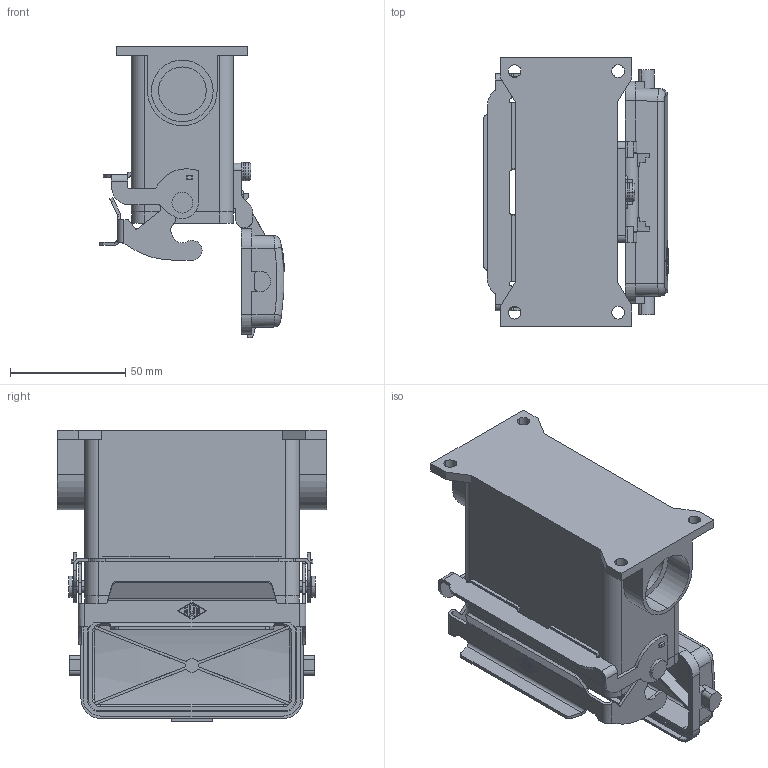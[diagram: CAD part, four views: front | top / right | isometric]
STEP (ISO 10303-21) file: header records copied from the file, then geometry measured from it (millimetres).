
FILE_DESCRIPTION(('Creo Elements/Direct Modeling STEP Export'),'2;1');
FILE_NAME('0lndrp33rqlbj754740','2015-07-21T10:46:25',(''),(''),'Creo Elements/Direct Modeling STEP processor for AP214 (Solid Model)','Creo Elements/Direct Modeling 18.1F 24-Jul-2014 (C) Parametric Technology GmbH','');
FILE_SCHEMA(('AUTOMOTIVE_DESIGN { 1 0 10303 214 1 1 1 1 }'));
Length unit declared in the file: millimetre
Products named in the file (2): CVAP_16_LSP21
Assembly tree (1 placements, depth 2):
  CVAP_16_LSP21
    CVAP_16_LSP21
Bounding box: 80.38 x 117 x 126.73 mm (x, y, z)
Volume: 150735.6 mm3; surface area: 86704.1 mm2
Topology: 1 solids, 1 shells, 653 faces, 1809 edges, 1191 vertices
Faces by surface type: plane 352, cylinder 265, bspline 26, torus 10
Entity records: 31541 total; most frequent: CARTESIAN_POINT 14953, ORIENTED_EDGE 3618, DIRECTION 3270, EDGE_CURVE 1809, VERTEX_POINT 1191, VECTOR 1122, LINE 1122, AXIS2_PLACEMENT_3D 1074
